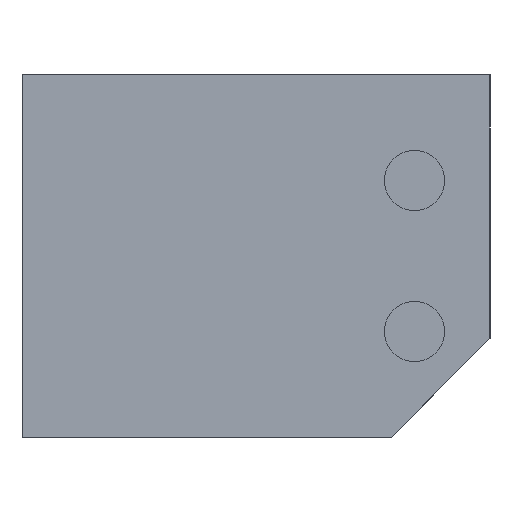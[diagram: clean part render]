
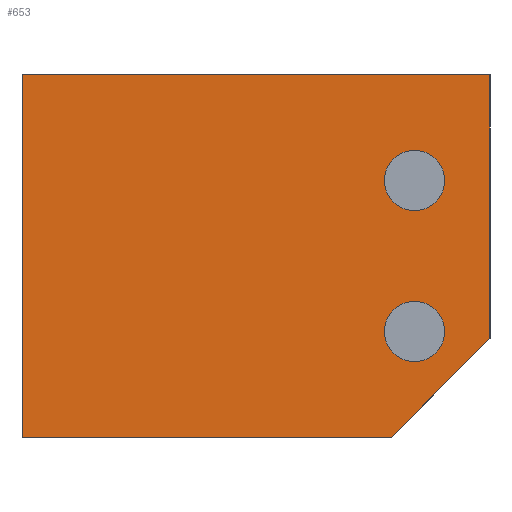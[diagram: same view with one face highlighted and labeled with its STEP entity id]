
A CAD part, left-side view. The second image highlights one B-rep face of the part: STEP entity #653.
In plain terms, the highlighted planar face has unit normal (-1, 0, 0).
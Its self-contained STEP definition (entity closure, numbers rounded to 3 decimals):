
#20=FACE_BOUND('',#117,.T.);
#21=FACE_BOUND('',#118,.T.);
#45=PLANE('',#717);
#78=FACE_OUTER_BOUND('',#116,.T.);
#116=EDGE_LOOP('',(#583,#584,#585,#586,#587));
#117=EDGE_LOOP('',(#588));
#118=EDGE_LOOP('',(#589));
#138=LINE('',#939,#211);
#151=LINE('',#964,#224);
#164=LINE('',#993,#237);
#190=LINE('',#1057,#263);
#194=LINE('',#1073,#267);
#211=VECTOR('',#761,10.);
#224=VECTOR('',#776,10.);
#237=VECTOR('',#797,10.);
#263=VECTOR('',#863,10.);
#267=VECTOR('',#885,10.);
#279=CIRCLE('',#698,1.);
#281=CIRCLE('',#702,1.);
#301=VERTEX_POINT('',#936);
#302=VERTEX_POINT('',#938);
#313=VERTEX_POINT('',#962);
#324=VERTEX_POINT('',#990);
#325=VERTEX_POINT('',#992);
#339=VERTEX_POINT('',#1036);
#341=VERTEX_POINT('',#1044);
#366=EDGE_CURVE('',#301,#302,#138,.T.);
#379=EDGE_CURVE('',#301,#313,#151,.T.);
#393=EDGE_CURVE('',#324,#325,#164,.T.);
#416=EDGE_CURVE('',#339,#339,#279,.T.);
#420=EDGE_CURVE('',#341,#341,#281,.T.);
#426=EDGE_CURVE('',#313,#325,#190,.T.);
#433=EDGE_CURVE('',#324,#302,#194,.T.);
#583=ORIENTED_EDGE('',*,*,#379,.T.);
#584=ORIENTED_EDGE('',*,*,#426,.T.);
#585=ORIENTED_EDGE('',*,*,#393,.F.);
#586=ORIENTED_EDGE('',*,*,#433,.T.);
#587=ORIENTED_EDGE('',*,*,#366,.F.);
#588=ORIENTED_EDGE('',*,*,#420,.T.);
#589=ORIENTED_EDGE('',*,*,#416,.T.);
#653=ADVANCED_FACE('',(#78,#20,#21),#45,.F.);
#698=AXIS2_PLACEMENT_3D('',#1037,#836,#837);
#702=AXIS2_PLACEMENT_3D('',#1045,#846,#847);
#717=AXIS2_PLACEMENT_3D('',#1072,#883,#884);
#761=DIRECTION('',(0.,1.,0.));
#776=DIRECTION('',(0.,-0.707,0.707));
#797=DIRECTION('',(0.,-1.,0.));
#836=DIRECTION('center_axis',(1.,0.,0.));
#837=DIRECTION('ref_axis',(0.,-1.,0.));
#846=DIRECTION('center_axis',(1.,0.,0.));
#847=DIRECTION('ref_axis',(0.,-1.,0.));
#863=DIRECTION('',(0.,0.,1.));
#883=DIRECTION('center_axis',(1.,0.,0.));
#884=DIRECTION('ref_axis',(0.,-1.,0.));
#885=DIRECTION('',(0.,0.,-1.));
#936=CARTESIAN_POINT('',(-29.5,-83.637,97.38));
#938=CARTESIAN_POINT('',(-29.5,-71.4,97.38));
#939=CARTESIAN_POINT('',(-29.5,-82.9,97.38));
#962=CARTESIAN_POINT('',(-29.5,-86.9,100.643));
#964=CARTESIAN_POINT('',(-29.5,-83.328,97.071));
#990=CARTESIAN_POINT('',(-29.5,-71.4,109.38));
#992=CARTESIAN_POINT('',(-29.5,-86.9,109.38));
#993=CARTESIAN_POINT('',(-29.5,-83.9,109.38));
#1036=CARTESIAN_POINT('',(-29.5,-83.4,100.88));
#1037=CARTESIAN_POINT('Origin',(-29.5,-84.4,100.88));
#1044=CARTESIAN_POINT('',(-29.5,-83.4,105.88));
#1045=CARTESIAN_POINT('Origin',(-29.5,-84.4,105.88));
#1057=CARTESIAN_POINT('',(-29.5,-86.9,108.38));
#1072=CARTESIAN_POINT('Origin',(-29.5,-71.4,108.38));
#1073=CARTESIAN_POINT('',(-29.5,-71.4,108.38));
